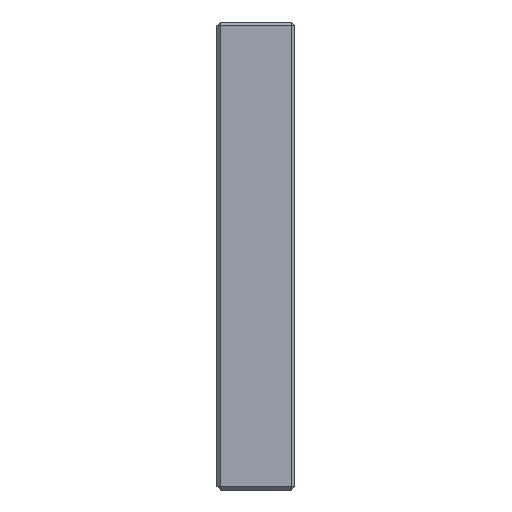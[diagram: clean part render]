
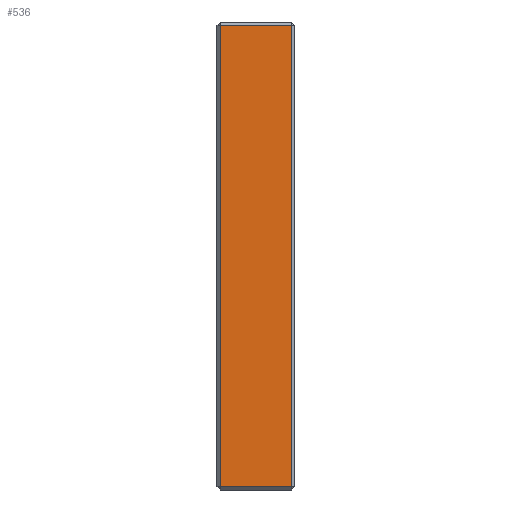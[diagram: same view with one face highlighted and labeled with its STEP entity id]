
A CAD part, left-side view. The second image highlights one B-rep face of the part: STEP entity #536.
In plain terms, the highlighted planar face has unit normal (-1, 0, 0).
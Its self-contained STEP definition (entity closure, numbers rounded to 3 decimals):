
#78 = CARTESIAN_POINT ( 'NONE',  ( -62.5, 5.75, -37. ) ) ;
#115 = CARTESIAN_POINT ( 'NONE',  ( -62.5, 6.25, 37. ) ) ;
#119 = DIRECTION ( 'NONE',  ( 0., 0., -1. ) ) ;
#187 = VECTOR ( 'NONE', #263, 1000. ) ;
#263 = DIRECTION ( 'NONE',  ( 0., 0., -1. ) ) ;
#284 = DIRECTION ( 'NONE',  ( 1., 0., 0. ) ) ;
#286 = VERTEX_POINT ( 'NONE', #821 ) ;
#326 = EDGE_CURVE ( 'NONE', #1741, #2378, #605, .T. ) ;
#342 = VECTOR ( 'NONE', #482, 1000. ) ;
#386 = ORIENTED_EDGE ( 'NONE', *, *, #326, .T. ) ;
#410 = LINE ( 'NONE', #115, #342 ) ;
#482 = DIRECTION ( 'NONE',  ( 0., 1., 0. ) ) ;
#500 = LINE ( 'NONE', #880, #1671 ) ;
#506 = EDGE_CURVE ( 'NONE', #2378, #757, #500, .T. ) ;
#536 = ADVANCED_FACE ( 'NONE', ( #1198 ), #1951, .F. ) ;
#605 = LINE ( 'NONE', #985, #187 ) ;
#607 = VECTOR ( 'NONE', #1989, 1000. ) ;
#693 = ORIENTED_EDGE ( 'NONE', *, *, #506, .T. ) ;
#731 = AXIS2_PLACEMENT_3D ( 'NONE', #1780, #284, #119 ) ;
#757 = VERTEX_POINT ( 'NONE', #1321 ) ;
#761 = EDGE_CURVE ( 'NONE', #286, #1741, #410, .T. ) ;
#796 = ORIENTED_EDGE ( 'NONE', *, *, #1370, .T. ) ;
#821 = CARTESIAN_POINT ( 'NONE',  ( -62.5, -5.75, 37. ) ) ;
#880 = CARTESIAN_POINT ( 'NONE',  ( -62.5, 6.25, -37. ) ) ;
#985 = CARTESIAN_POINT ( 'NONE',  ( -62.5, 5.75, -37. ) ) ;
#1198 = FACE_OUTER_BOUND ( 'NONE', #2132, .T. ) ;
#1321 = CARTESIAN_POINT ( 'NONE',  ( -62.5, -5.75, -37. ) ) ;
#1370 = EDGE_CURVE ( 'NONE', #757, #286, #2142, .T. ) ;
#1572 = DIRECTION ( 'NONE',  ( 0., -1., 0. ) ) ;
#1604 = ORIENTED_EDGE ( 'NONE', *, *, #761, .T. ) ;
#1671 = VECTOR ( 'NONE', #1572, 1000. ) ;
#1741 = VERTEX_POINT ( 'NONE', #2175 ) ;
#1780 = CARTESIAN_POINT ( 'NONE',  ( -62.5, 6.25, -37.5 ) ) ;
#1951 = PLANE ( 'NONE',  #731 ) ;
#1989 = DIRECTION ( 'NONE',  ( 0., 0., 1. ) ) ;
#2132 = EDGE_LOOP ( 'NONE', ( #693, #796, #1604, #386 ) ) ;
#2142 = LINE ( 'NONE', #2379, #607 ) ;
#2175 = CARTESIAN_POINT ( 'NONE',  ( -62.5, 5.75, 37. ) ) ;
#2378 = VERTEX_POINT ( 'NONE', #78 ) ;
#2379 = CARTESIAN_POINT ( 'NONE',  ( -62.5, -5.75, -37.5 ) ) ;
